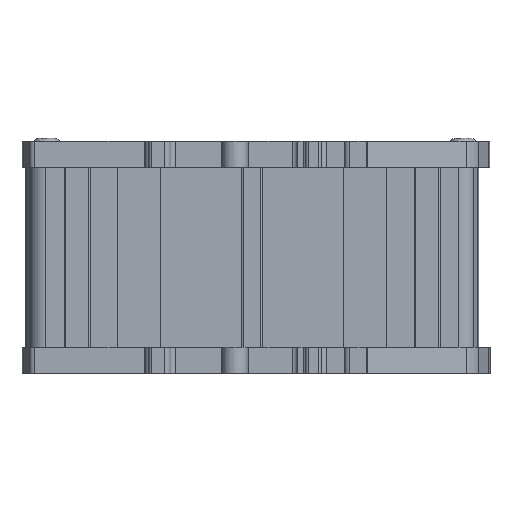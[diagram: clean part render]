
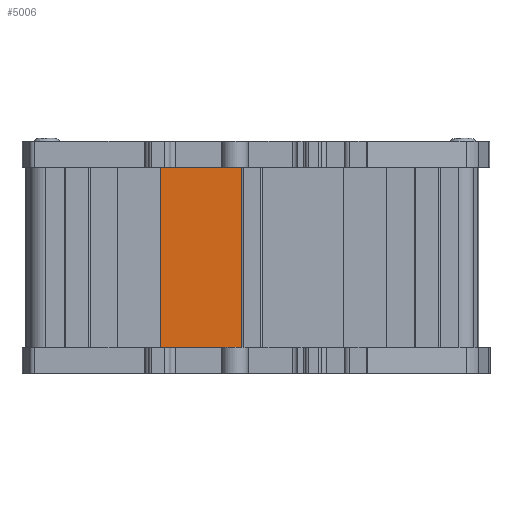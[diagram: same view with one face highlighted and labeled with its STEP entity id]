
A CAD part, front view. The second image highlights one B-rep face of the part: STEP entity #5006.
In plain terms, the highlighted planar face has unit normal (0, -1, 0).
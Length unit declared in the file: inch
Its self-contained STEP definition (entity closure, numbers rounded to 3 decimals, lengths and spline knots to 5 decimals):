
#210 = VERTEX_POINT ( 'NONE', #84136 ) ;
#323 = ORIENTED_EDGE ( 'NONE', *, *, #759, .F. ) ;
#759 = EDGE_CURVE ( 'NONE', #72957, #48363, #56888, .T. ) ;
#982 = LINE ( 'NONE', #58146, #52728 ) ;
#5006 = ADVANCED_FACE ( 'NONE', ( #47727 ), #85045, .T. ) ;
#6922 = CARTESIAN_POINT ( 'NONE',  ( -0.28369, -1.20917, 1.02125 ) ) ;
#7243 = CARTESIAN_POINT ( 'NONE',  ( -0.93527, -1.20917, -0.49875 ) ) ;
#7537 = DIRECTION ( 'NONE',  ( 0., 0., -1. ) ) ;
#13607 = EDGE_CURVE ( 'NONE', #72957, #61597, #17526, .T. ) ;
#17526 = LINE ( 'NONE', #6922, #53367 ) ;
#20377 = EDGE_LOOP ( 'NONE', ( #39350, #29789, #323, #57237 ) ) ;
#27607 = VECTOR ( 'NONE', #7537, 39.37008 ) ;
#27954 = AXIS2_PLACEMENT_3D ( 'NONE', #83933, #83855, #83769 ) ;
#29789 = ORIENTED_EDGE ( 'NONE', *, *, #31143, .T. ) ;
#31143 = EDGE_CURVE ( 'NONE', #210, #48363, #63428, .T. ) ;
#34821 = EDGE_CURVE ( 'NONE', #61597, #210, #982, .T. ) ;
#39350 = ORIENTED_EDGE ( 'NONE', *, *, #34821, .T. ) ;
#42133 = DIRECTION ( 'NONE',  ( 0., 0., 1. ) ) ;
#44952 = DIRECTION ( 'NONE',  ( -1., 0., 0. ) ) ;
#47727 = FACE_OUTER_BOUND ( 'NONE', #20377, .T. ) ;
#48363 = VERTEX_POINT ( 'NONE', #7243 ) ;
#50590 = CARTESIAN_POINT ( 'NONE',  ( -0.28369, -1.20917, 1.02125 ) ) ;
#52728 = VECTOR ( 'NONE', #44952, 39.37008 ) ;
#53367 = VECTOR ( 'NONE', #42133, 39.37008 ) ;
#55756 = CARTESIAN_POINT ( 'NONE',  ( -1.60259, -1.20917, -0.49875 ) ) ;
#55818 = DIRECTION ( 'NONE',  ( -1., 0., 0. ) ) ;
#56888 = LINE ( 'NONE', #55756, #84432 ) ;
#57237 = ORIENTED_EDGE ( 'NONE', *, *, #13607, .T. ) ;
#58146 = CARTESIAN_POINT ( 'NONE',  ( -0.93527, -1.20917, 1.02125 ) ) ;
#58667 = CARTESIAN_POINT ( 'NONE',  ( -0.28369, -1.20917, -0.49875 ) ) ;
#61597 = VERTEX_POINT ( 'NONE', #50590 ) ;
#63428 = LINE ( 'NONE', #81083, #27607 ) ;
#72957 = VERTEX_POINT ( 'NONE', #58667 ) ;
#81083 = CARTESIAN_POINT ( 'NONE',  ( -0.93527, -1.20917, 1.02125 ) ) ;
#83769 = DIRECTION ( 'NONE',  ( 0., 0., 1. ) ) ;
#83855 = DIRECTION ( 'NONE',  ( 0., -1., 0. ) ) ;
#83933 = CARTESIAN_POINT ( 'NONE',  ( -0.93527, -1.20917, 1.02125 ) ) ;
#84136 = CARTESIAN_POINT ( 'NONE',  ( -0.93527, -1.20917, 1.02125 ) ) ;
#84432 = VECTOR ( 'NONE', #55818, 39.37008 ) ;
#85045 = PLANE ( 'NONE',  #27954 ) ;
